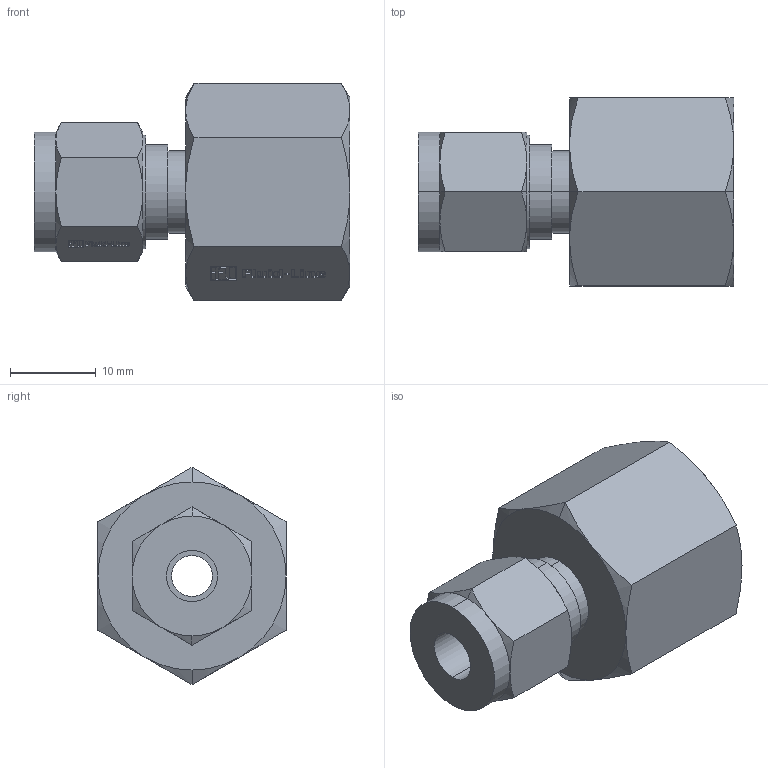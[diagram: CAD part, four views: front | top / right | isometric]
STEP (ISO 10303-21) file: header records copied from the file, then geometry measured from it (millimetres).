
FILE_DESCRIPTION (( 'STEP AP203' ), '1' );
FILE_NAME ('RizurLok-PP-6(O)-3.8RT(Pf).STEP', '2022-04-05T13:07:34', ( '' ), ( '' ), 'SwSTEP 2.0', 'SolidWorks 2020', '' );
FILE_SCHEMA (( 'CONFIG_CONTROL_DESIGN' ));
Length unit declared in the file: millimetre
Products named in the file (2): RizurLok-PP-6(O)-3.8RT(Pf)
Assembly tree (1 placements, depth 2):
  RizurLok-PP-6(O)-3.8RT(Pf)
    RizurLok-PP-6(O)-3.8RT(Pf)
Bounding box: 36.9 x 22 x 25.4 mm (x, y, z)
Volume: 8171.8 mm3; surface area: 4140.3 mm2
Topology: 1 solids, 1 shells, 486 faces, 1251 edges, 822 vertices
Faces by surface type: plane 313, bspline 89, cylinder 48, cone 36
Entity records: 18477 total; most frequent: CARTESIAN_POINT 7020, ORIENTED_EDGE 2502, DIRECTION 1959, EDGE_CURVE 1251, VECTOR 893, LINE 893, VERTEX_POINT 822, EDGE_LOOP 543
